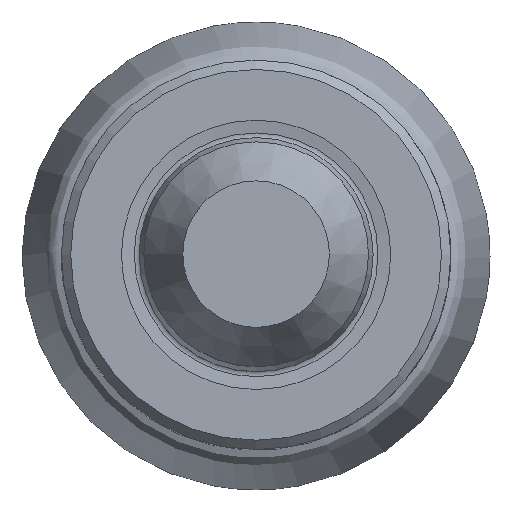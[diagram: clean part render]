
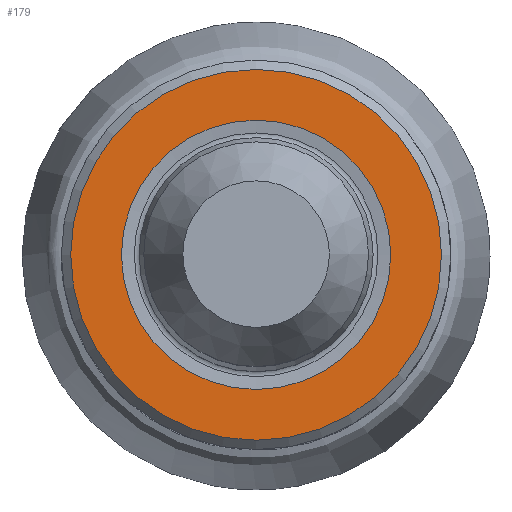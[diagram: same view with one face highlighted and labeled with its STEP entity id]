
A CAD part, top view. The second image highlights one B-rep face of the part: STEP entity #179.
In plain terms, the highlighted planar face has unit normal (0, 0, 1).
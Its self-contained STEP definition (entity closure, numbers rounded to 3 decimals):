
#137=FACE_BOUND('',#220,.T.);
#138=FACE_BOUND('',#221,.T.);
#179=ADVANCED_FACE('CU_SU1',(#137,#138),#198,.F.);
#198=PLANE('',#496);
#220=EDGE_LOOP('',(#270));
#221=EDGE_LOOP('',(#271));
#270=ORIENTED_EDGE('',*,*,#339,.F.);
#271=ORIENTED_EDGE('',*,*,#340,.T.);
#313=VERTEX_POINT('',#701);
#314=VERTEX_POINT('',#704);
#339=EDGE_CURVE('',#313,#313,#364,.T.);
#340=EDGE_CURVE('',#314,#314,#365,.T.);
#364=CIRCLE('',#493,9.9);
#365=CIRCLE('',#495,7.19);
#493=AXIS2_PLACEMENT_3D('',#700,#582,#583);
#495=AXIS2_PLACEMENT_3D('',#703,#586,#587);
#496=AXIS2_PLACEMENT_3D('',#705,#588,#589);
#582=DIRECTION('',(0.,0.,-1.));
#583=DIRECTION('',(-1.,0.,0.));
#586=DIRECTION('',(0.,0.,-1.));
#587=DIRECTION('',(-1.,0.,0.));
#588=DIRECTION('',(0.,0.,-1.));
#589=DIRECTION('',(-1.,0.,0.));
#700=CARTESIAN_POINT('',(0.,0.,0.));
#701=CARTESIAN_POINT('',(-9.9,0.,0.));
#703=CARTESIAN_POINT('',(0.,0.,0.));
#704=CARTESIAN_POINT('',(-7.19,0.,0.));
#705=CARTESIAN_POINT('',(0.,7.19,0.));
